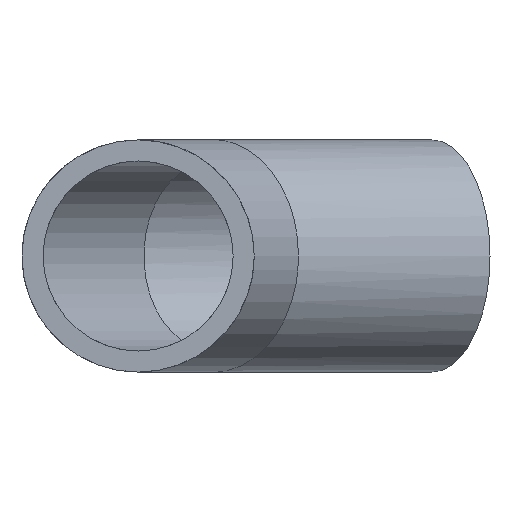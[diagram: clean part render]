
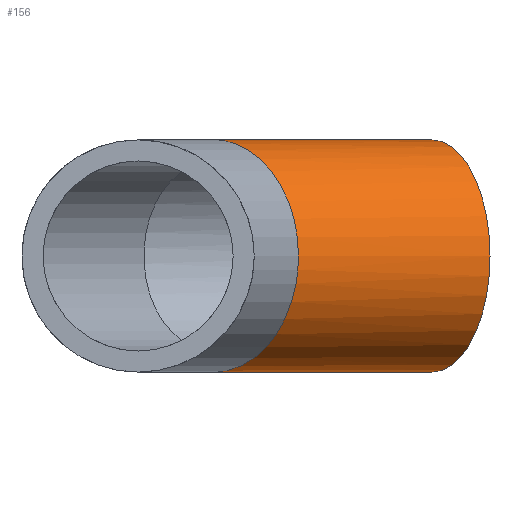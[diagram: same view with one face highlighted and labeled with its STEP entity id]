
A CAD part, front view. The second image highlights one B-rep face of the part: STEP entity #156.
In plain terms, the highlighted cylindrical face has radius 157.5 mm (diameter 315 mm), a full revolution.
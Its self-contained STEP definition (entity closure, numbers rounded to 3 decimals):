
#22=FACE_OUTER_BOUND('',#30,.T.);
#30=EDGE_LOOP('',(#123,#124,#125,#126,#127,#128));
#39=CIRCLE('',#193,157.5);
#44=LINE('',#288,#50);
#50=VECTOR('',#236,157.5);
#59=ELLIPSE('',#194,163.056,157.5);
#60=ELLIPSE('',#195,163.056,157.5);
#61=ELLIPSE('',#196,163.056,157.5);
#73=VERTEX_POINT('',#285);
#74=VERTEX_POINT('',#287);
#75=VERTEX_POINT('',#289);
#76=VERTEX_POINT('',#291);
#92=EDGE_CURVE('',#73,#73,#39,.T.);
#93=EDGE_CURVE('',#73,#74,#44,.T.);
#94=EDGE_CURVE('',#75,#74,#59,.T.);
#95=EDGE_CURVE('',#76,#75,#60,.T.);
#96=EDGE_CURVE('',#74,#76,#61,.T.);
#123=ORIENTED_EDGE('',*,*,#92,.F.);
#124=ORIENTED_EDGE('',*,*,#93,.T.);
#125=ORIENTED_EDGE('',*,*,#94,.F.);
#126=ORIENTED_EDGE('',*,*,#95,.F.);
#127=ORIENTED_EDGE('',*,*,#96,.F.);
#128=ORIENTED_EDGE('',*,*,#93,.F.);
#150=CYLINDRICAL_SURFACE('',#192,157.5);
#156=ADVANCED_FACE('',(#22),#150,.T.);
#192=AXIS2_PLACEMENT_3D('',#284,#232,#233);
#193=AXIS2_PLACEMENT_3D('',#286,#234,#235);
#194=AXIS2_PLACEMENT_3D('',#290,#237,#238);
#195=AXIS2_PLACEMENT_3D('',#292,#239,#240);
#196=AXIS2_PLACEMENT_3D('',#293,#241,#242);
#232=DIRECTION('center_axis',(0.866,0.5,0.));
#233=DIRECTION('ref_axis',(-0.5,0.866,0.));
#234=DIRECTION('center_axis',(0.866,0.5,0.));
#235=DIRECTION('ref_axis',(-0.5,0.866,0.));
#236=DIRECTION('',(-0.866,-0.5,0.));
#237=DIRECTION('center_axis',(-0.707,-0.707,0.));
#238=DIRECTION('ref_axis',(-0.707,0.707,0.));
#239=DIRECTION('center_axis',(-0.707,-0.707,0.));
#240=DIRECTION('ref_axis',(-0.707,0.707,0.));
#241=DIRECTION('center_axis',(-0.707,-0.707,0.));
#242=DIRECTION('ref_axis',(-0.707,0.707,0.));
#284=CARTESIAN_POINT('Origin',(102.202,519.221,0.));
#285=CARTESIAN_POINT('',(477.308,553.923,0.));
#286=CARTESIAN_POINT('Origin',(398.558,690.322,0.));
#287=CARTESIAN_POINT('',(217.5,403.923,0.));
#288=CARTESIAN_POINT('',(180.952,382.822,0.));
#289=CARTESIAN_POINT('',(102.202,519.221,-157.5));
#290=CARTESIAN_POINT('Origin',(102.202,519.221,0.));
#291=CARTESIAN_POINT('',(102.202,519.221,157.5));
#292=CARTESIAN_POINT('Origin',(102.202,519.221,0.));
#293=CARTESIAN_POINT('Origin',(102.202,519.221,0.));
